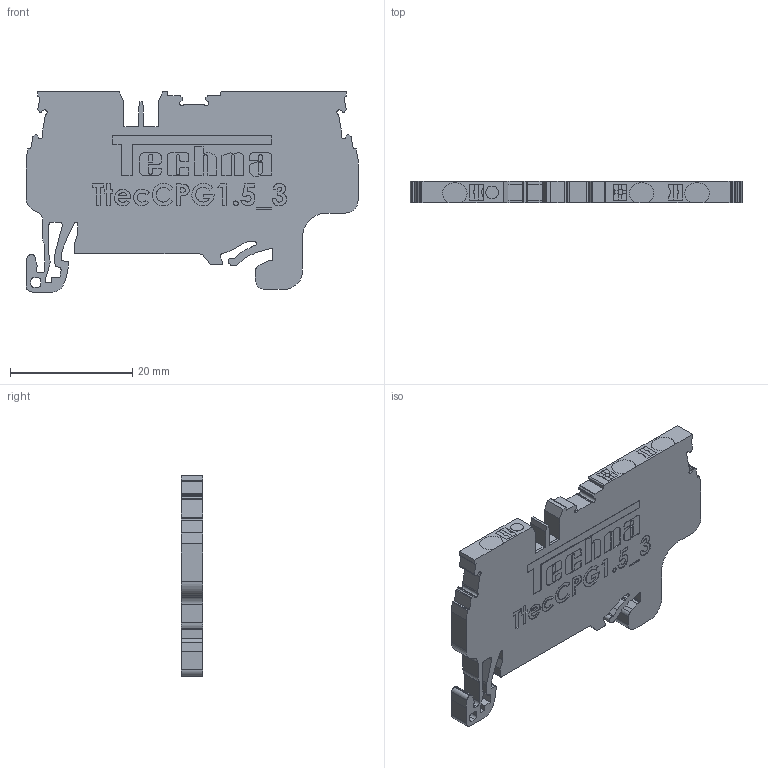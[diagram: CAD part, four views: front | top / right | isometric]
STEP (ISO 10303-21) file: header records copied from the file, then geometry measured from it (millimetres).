
FILE_DESCRIPTION (( 'STEP AP214' ), '1' );
FILE_NAME ('TtecCPG1.5_3.STEP', '2020-07-03T07:05:25', ( '' ), ( '' ), 'SwSTEP 2.0', 'SolidWorks 2020', '' );
FILE_SCHEMA (( 'AUTOMOTIVE_DESIGN' ));
Length unit declared in the file: millimetre
Products named in the file (1): TtecCPG1.5_3
Bounding box: 54.4 x 3.5 x 32.8 mm (x, y, z)
Surface area: 3713.5 mm2 (no closed solid volume)
Topology: 0 solids, 2 shells, 832 faces, 2365 edges, 1584 vertices
Faces by surface type: plane 456, cylinder 244, bspline 132
Entity records: 40107 total; most frequent: CARTESIAN_POINT 12869, ORIENTED_EDGE 4724, DIRECTION 3978, EDGE_CURVE 2365, LINE 1600, VECTOR 1600, VERTEX_POINT 1584, AXIS2_PLACEMENT_3D 1189
